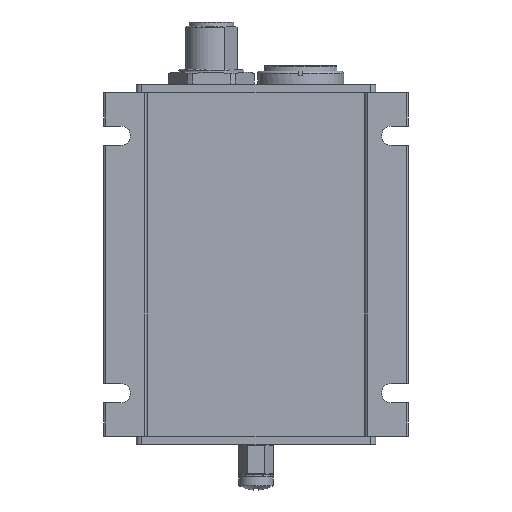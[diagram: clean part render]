
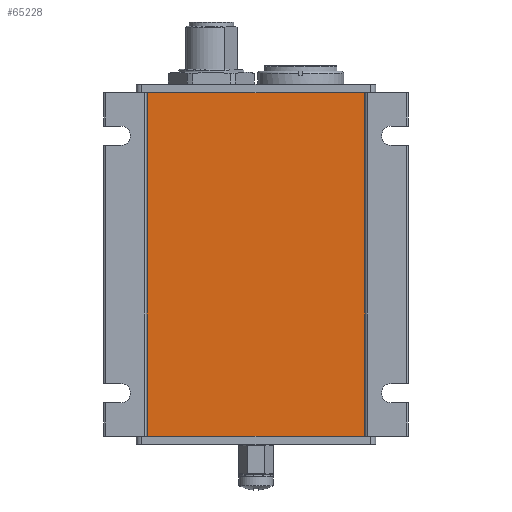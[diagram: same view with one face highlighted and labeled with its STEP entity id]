
A CAD part, front view. The second image highlights one B-rep face of the part: STEP entity #65228.
In plain terms, the highlighted planar face has unit normal (0, -1, 0).
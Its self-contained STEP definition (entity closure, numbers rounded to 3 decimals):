
#8688=PLANE('',#68762);
#13431=LINE('',#122044,#18759);
#13750=LINE('',#123033,#19078);
#13873=LINE('',#123345,#19201);
#13875=LINE('',#123348,#19203);
#18759=VECTOR('',#79430,50.6);
#19078=VECTOR('',#80407,50.6);
#19201=VECTOR('',#80766,80.);
#19203=VECTOR('',#80770,80.);
#23652=FACE_OUTER_BOUND('',#27486,.T.);
#27486=EDGE_LOOP('',(#61073,#61074,#61075,#61076));
#34124=VERTEX_POINT('',#122041);
#34125=VERTEX_POINT('',#122043);
#34465=VERTEX_POINT('',#123030);
#34466=VERTEX_POINT('',#123032);
#42773=EDGE_CURVE('',#34125,#34124,#13431,.T.);
#43270=EDGE_CURVE('',#34466,#34465,#13750,.T.);
#43432=EDGE_CURVE('',#34466,#34124,#13873,.T.);
#43434=EDGE_CURVE('',#34125,#34465,#13875,.T.);
#61073=ORIENTED_EDGE('',*,*,#43432,.F.);
#61074=ORIENTED_EDGE('',*,*,#43270,.T.);
#61075=ORIENTED_EDGE('',*,*,#43434,.F.);
#61076=ORIENTED_EDGE('',*,*,#42773,.T.);
#65228=ADVANCED_FACE('',(#23652),#8688,.T.);
#68762=AXIS2_PLACEMENT_3D('',#123363,#80798,#80799);
#79430=DIRECTION('',(1.,0.,0.));
#80407=DIRECTION('',(-1.,0.,0.));
#80766=DIRECTION('',(0.,0.,-1.));
#80770=DIRECTION('',(0.,0.,1.));
#80798=DIRECTION('center_axis',(0.,-1.,0.));
#80799=DIRECTION('ref_axis',(0.,0.,-1.));
#122041=CARTESIAN_POINT('',(25.3,-11.2,-40.));
#122043=CARTESIAN_POINT('',(-25.3,-11.2,-40.));
#122044=CARTESIAN_POINT('',(-25.3,-11.2,-40.));
#123030=CARTESIAN_POINT('',(-25.3,-11.2,40.));
#123032=CARTESIAN_POINT('',(25.3,-11.2,40.));
#123033=CARTESIAN_POINT('',(25.3,-11.2,40.));
#123345=CARTESIAN_POINT('',(25.3,-11.2,40.));
#123348=CARTESIAN_POINT('',(-25.3,-11.2,-40.));
#123363=CARTESIAN_POINT('Origin',(27.65,-11.2,0.));
